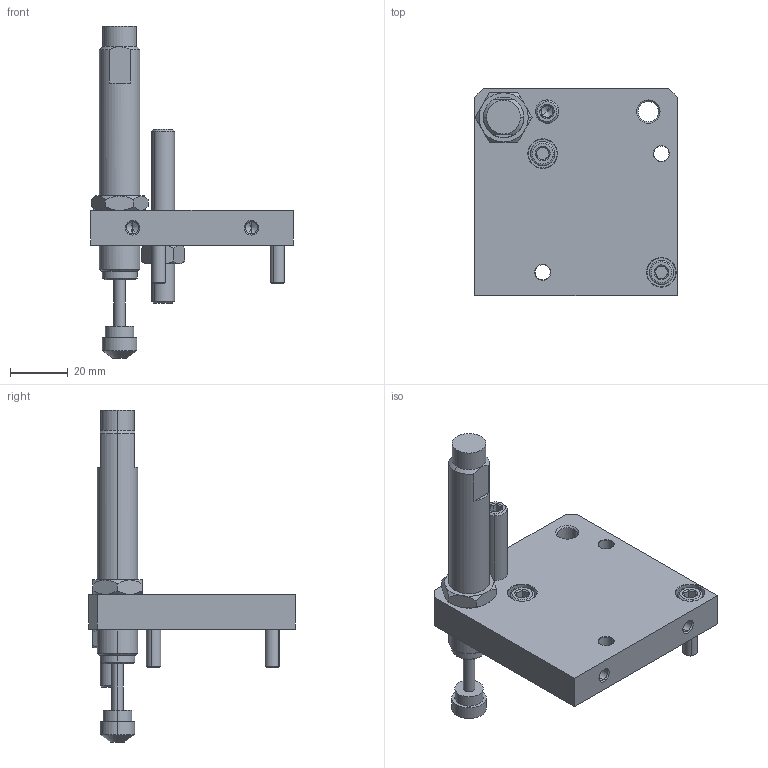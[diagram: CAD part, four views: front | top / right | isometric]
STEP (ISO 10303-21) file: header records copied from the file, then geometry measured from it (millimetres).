
FILE_DESCRIPTION(( 'AS-32.STEP' ), '1');
FILE_NAME( 'AS-32.STEP', '2021-05-17T09:48:09',( 'Sopra'),('sopra-pneumatic.com'), 'SwSTEP 2.0','SolidWorks 2009','' );
FILE_SCHEMA (( 'CONFIG_CONTROL_DESIGN' ));
Length unit declared in the file: millimetre
Products named in the file (7): 1328-0021 Platte f�r Anschlag AS32 fest; Gewindestift M8x60; M5 x 20; SC 190 EUM_Sto�d�mpfer; Mutter M8 DIN 934; 1328-0001_Modell_AS 32 fest; Kontermutter M14x1,5
Assembly tree (7 placements, depth 2):
  1328-0001_Modell_AS 32 fest
    1328-0021 Platte f�r Anschlag AS32 fest
    Kontermutter M14x1,5
    SC 190 EUM_Sto�d�mpfer
    Gewindestift M8x60
    Mutter M8 DIN 934
    M5 x 20  x2
Bounding box: 70 x 71.5 x 114.7 mm (x, y, z)
Volume: 74263.5 mm3; surface area: 24156.1 mm2
Topology: 7 solids, 8 shells, 240 faces, 529 edges, 314 vertices
Faces by surface type: cone 102, plane 74, cylinder 58, torus 4, bspline 2
Entity records: 7156 total; most frequent: CARTESIAN_POINT 1553, DIRECTION 1076, ORIENTED_EDGE 954, EDGE_CURVE 477, AXIS2_PLACEMENT_3D 442, VERTEX_POINT 286, EDGE_LOOP 251, FACE_OUTER_BOUND 218
